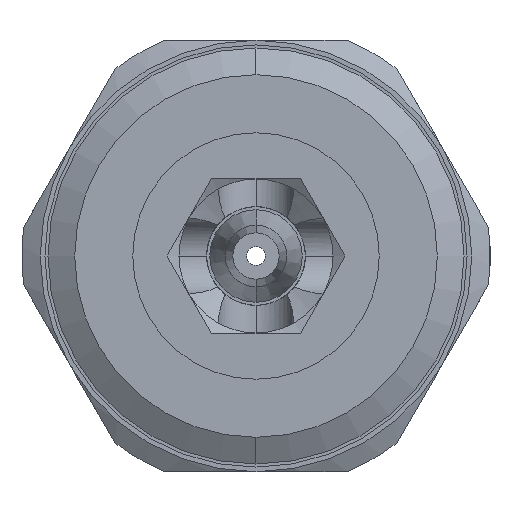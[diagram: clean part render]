
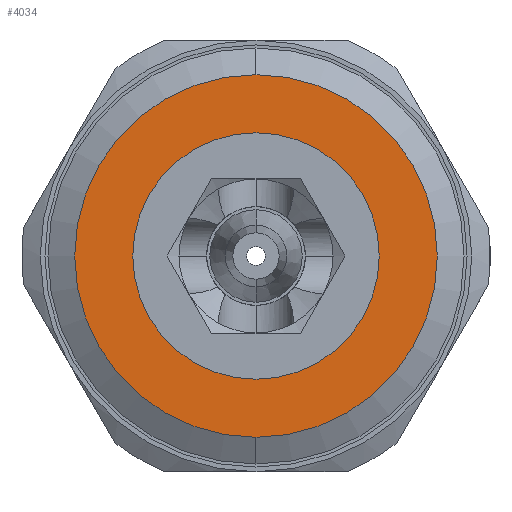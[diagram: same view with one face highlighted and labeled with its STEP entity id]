
A CAD part, left-side view. The second image highlights one B-rep face of the part: STEP entity #4034.
In plain terms, the highlighted planar face has unit normal (-1, 0, 0).
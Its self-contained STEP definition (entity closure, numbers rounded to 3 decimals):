
#448 = CARTESIAN_POINT ( 'NONE',  ( 0., 0., 0. ) ) ;
#711 = AXIS2_PLACEMENT_3D ( 'NONE', #3258, #5111, #3277 ) ;
#793 = EDGE_CURVE ( 'NONE', #901, #870, #3769, .T. ) ;
#819 = VERTEX_POINT ( 'NONE', #3092 ) ;
#870 = VERTEX_POINT ( 'NONE', #1865 ) ;
#901 = VERTEX_POINT ( 'NONE', #2760 ) ;
#939 = AXIS2_PLACEMENT_3D ( 'NONE', #5556, #4605, #4546 ) ;
#986 = DIRECTION ( 'NONE',  ( 0., 0., -1. ) ) ;
#1006 = ORIENTED_EDGE ( 'NONE', *, *, #793, .F. ) ;
#1266 = EDGE_LOOP ( 'NONE', ( #3040, #4957 ) ) ;
#1745 = CARTESIAN_POINT ( 'NONE',  ( 0., 0., 4. ) ) ;
#1865 = CARTESIAN_POINT ( 'NONE',  ( 0., 0., -5.884 ) ) ;
#1944 = FACE_OUTER_BOUND ( 'NONE', #4037, .T. ) ;
#1951 = DIRECTION ( 'NONE',  ( 1., 0., 0. ) ) ;
#2308 = EDGE_CURVE ( 'NONE', #870, #901, #3015, .T. ) ;
#2760 = CARTESIAN_POINT ( 'NONE',  ( 0., 0., 5.884 ) ) ;
#2926 = PLANE ( 'NONE',  #3978 ) ;
#3015 = CIRCLE ( 'NONE', #4697, 5.884 ) ;
#3040 = ORIENTED_EDGE ( 'NONE', *, *, #3886, .T. ) ;
#3046 = DIRECTION ( 'NONE',  ( 0., 0., -1. ) ) ;
#3092 = CARTESIAN_POINT ( 'NONE',  ( 0., 0., -4. ) ) ;
#3258 = CARTESIAN_POINT ( 'NONE',  ( 0., 0., 0. ) ) ;
#3277 = DIRECTION ( 'NONE',  ( 0., 0., -1. ) ) ;
#3457 = DIRECTION ( 'NONE',  ( 1., 0., 0. ) ) ;
#3507 = CIRCLE ( 'NONE', #711, 4. ) ;
#3769 = CIRCLE ( 'NONE', #939, 5.884 ) ;
#3886 = EDGE_CURVE ( 'NONE', #819, #4927, #3507, .T. ) ;
#3973 = CARTESIAN_POINT ( 'NONE',  ( 0., 0., 0. ) ) ;
#3978 = AXIS2_PLACEMENT_3D ( 'NONE', #4768, #1951, #986 ) ;
#4034 = ADVANCED_FACE ( 'NONE', ( #1944, #4310 ), #2926, .F. ) ;
#4037 = EDGE_LOOP ( 'NONE', ( #5647, #1006 ) ) ;
#4310 = FACE_BOUND ( 'NONE', #1266, .T. ) ;
#4473 = CIRCLE ( 'NONE', #6058, 4. ) ;
#4546 = DIRECTION ( 'NONE',  ( 0., 0., -1. ) ) ;
#4605 = DIRECTION ( 'NONE',  ( 1., 0., 0. ) ) ;
#4645 = DIRECTION ( 'NONE',  ( 0., 0., -1. ) ) ;
#4697 = AXIS2_PLACEMENT_3D ( 'NONE', #448, #6102, #4645 ) ;
#4768 = CARTESIAN_POINT ( 'NONE',  ( 0., 0., 0. ) ) ;
#4837 = EDGE_CURVE ( 'NONE', #4927, #819, #4473, .T. ) ;
#4927 = VERTEX_POINT ( 'NONE', #1745 ) ;
#4957 = ORIENTED_EDGE ( 'NONE', *, *, #4837, .T. ) ;
#5111 = DIRECTION ( 'NONE',  ( 1., 0., 0. ) ) ;
#5556 = CARTESIAN_POINT ( 'NONE',  ( 0., 0., 0. ) ) ;
#5647 = ORIENTED_EDGE ( 'NONE', *, *, #2308, .F. ) ;
#6058 = AXIS2_PLACEMENT_3D ( 'NONE', #3973, #3457, #3046 ) ;
#6102 = DIRECTION ( 'NONE',  ( 1., 0., 0. ) ) ;
